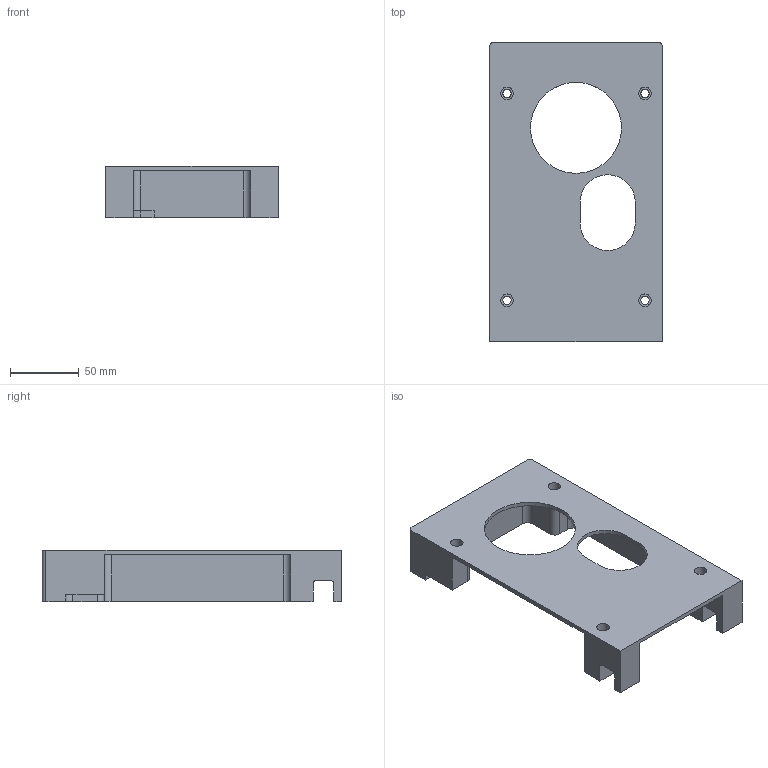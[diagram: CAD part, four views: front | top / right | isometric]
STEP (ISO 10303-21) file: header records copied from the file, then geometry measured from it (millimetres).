
FILE_DESCRIPTION(('FreeCAD Model'),'2;1');
FILE_NAME('Open CASCADE Shape Model','2024-12-05T20:43:37',(''),(''), 'Open CASCADE STEP processor 7.8','FreeCAD','Unknown');
FILE_SCHEMA(('AUTOMOTIVE_DESIGN { 1 0 10303 214 1 1 1 1 }'));
Length unit declared in the file: millimetre
Products named in the file (1): EngineCover
Bounding box: 125 x 217 x 37 mm (x, y, z)
Volume: 211149.3 mm3; surface area: 81691.1 mm2
Topology: 1 solids, 1 shells, 75 faces, 197 edges, 131 vertices
Faces by surface type: plane 50, cylinder 25
Full cylindrical faces by diameter (mm): 6 x4, 9 x4, 66 x1
Entity records: 5009 total; most frequent: CARTESIAN_POINT 972, DIRECTION 764, LINE 491, VECTOR 491, ORIENTED_EDGE 394, PCURVE 394, DEFINITIONAL_REPRESENTATION 394, EDGE_CURVE 197
